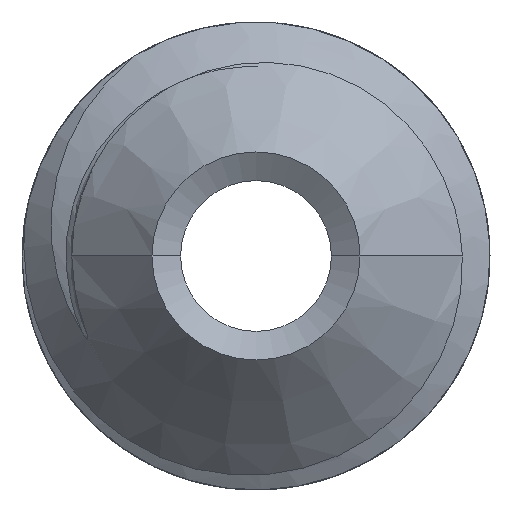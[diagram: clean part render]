
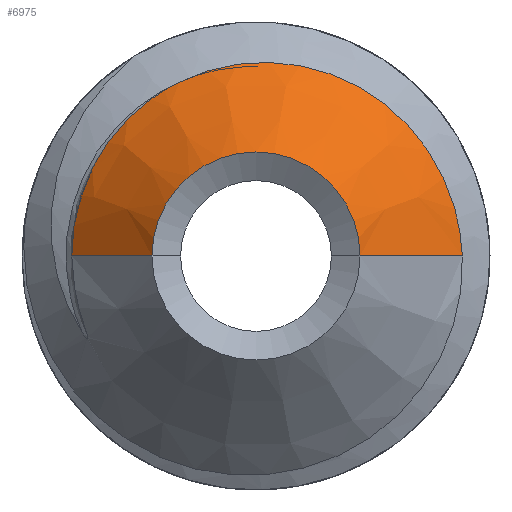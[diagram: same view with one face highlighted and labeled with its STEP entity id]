
A CAD part, left-side view. The second image highlights one B-rep face of the part: STEP entity #6975.
In plain terms, the highlighted conical face has half-angle 45 degrees and reference radius 0.758 mm.
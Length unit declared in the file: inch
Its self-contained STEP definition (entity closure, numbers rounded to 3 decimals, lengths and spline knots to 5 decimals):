
#2365=CARTESIAN_POINT('',(0.01654,0.01478,
0.03342));
#2366=CARTESIAN_POINT('',(0.01663,0.01297,
0.03431));
#2367=CARTESIAN_POINT('',(0.0168,0.00918,
0.03582));
#2368=CARTESIAN_POINT('',(0.01707,0.00311,
0.03711));
#2369=CARTESIAN_POINT('',(0.01733,-0.0032,
0.03738));
#2370=CARTESIAN_POINT('',(0.0176,-0.00945,
0.03657));
#2371=CARTESIAN_POINT('',(0.01786,-0.01539,
0.03477));
#2372=CARTESIAN_POINT('',(0.01811,-0.021,
0.03201));
#2373=CARTESIAN_POINT('',(0.01838,-0.02616,
0.02832));
#2374=CARTESIAN_POINT('',(0.01864,-0.03066,
0.0238));
#2375=CARTESIAN_POINT('',(0.01889,-0.03434,
0.01863));
#2376=CARTESIAN_POINT('',(0.01916,-0.03721,
0.01277));
#2377=CARTESIAN_POINT('',(0.01942,-0.03907,
0.00646));
#2378=CARTESIAN_POINT('',(0.01959,-0.03959,
0.00215));
#2379=CARTESIAN_POINT('',(0.01968,-0.03968,0.));
#2791=CARTESIAN_POINT('',(0.01542,0.03542,0.));
#2792=CARTESIAN_POINT('',(0.01544,0.03544,
0.00199));
#2793=CARTESIAN_POINT('',(0.01548,0.03515,
0.00596));
#2794=CARTESIAN_POINT('',(0.01559,0.03377,
0.01174));
#2795=CARTESIAN_POINT('',(0.01573,0.03153,
0.01712));
#2796=CARTESIAN_POINT('',(0.01589,0.0285,
0.02207));
#2797=CARTESIAN_POINT('',(0.01608,0.02464,
0.02658));
#2798=CARTESIAN_POINT('',(0.01629,0.02002,
0.03047));
#2799=CARTESIAN_POINT('',(0.01646,0.01658,
0.03253));
#2800=CARTESIAN_POINT('',(0.01654,0.01478,
0.03342));
#2959=DIRECTION('',(0.707,0.707,0.));
#2960=VECTOR('',#2959,0.02181);
#2961=CARTESIAN_POINT('',(0.,0.02,0.));
#2962=LINE('',#2961,#2960);
#2963=DIRECTION('',(0.707,-0.707,0.));
#2964=VECTOR('',#2963,0.02783);
#2965=CARTESIAN_POINT('',(0.,-0.02,0.));
#2966=LINE('',#2965,#2964);
#2967=CARTESIAN_POINT('',(0.,0.,0.));
#2968=DIRECTION('',(1.,0.,0.));
#2969=DIRECTION('',(0.,1.,0.));
#2970=AXIS2_PLACEMENT_3D('',#2967,#2968,#2969);
#3168=CARTESIAN_POINT('',(0.,0.02,0.));
#3169=CARTESIAN_POINT('',(0.01542,0.03542,0.));
#3170=VERTEX_POINT('',#3168);
#3171=VERTEX_POINT('',#3169);
#3172=CARTESIAN_POINT('',(0.,-0.02,0.));
#3173=CARTESIAN_POINT('',(0.01968,-0.03968,0.));
#3174=VERTEX_POINT('',#3172);
#3175=VERTEX_POINT('',#3173);
#3230=VERTEX_POINT('',#2800);
#6962=CARTESIAN_POINT('',(0.00984,0.,0.));
#6963=DIRECTION('',(1.,0.,0.));
#6964=DIRECTION('',(0.,-1.,0.));
#6965=AXIS2_PLACEMENT_3D('',#6962,#6963,#6964);
#6966=CONICAL_SURFACE('',#6965,0.02984,45.);
#6967=ORIENTED_EDGE('',*,*,#5678,.T.);
#6968=ORIENTED_EDGE('',*,*,#6953,.T.);
#6969=ORIENTED_EDGE('',*,*,#5657,.T.);
#6970=ORIENTED_EDGE('',*,*,#5682,.F.);
#6972=ORIENTED_EDGE('',*,*,#6971,.F.);
#6973=EDGE_LOOP('',(#6967,#6968,#6969,#6970,#6972));
#6974=FACE_OUTER_BOUND('',#6973,.F.);
#2380=B_SPLINE_CURVE_WITH_KNOTS('',3,(#2365,#2366,#2367,#2368,#2369,#2370,#2371,
#2372,#2373,#2374,#2375,#2376,#2377,#2378,#2379),.UNSPECIFIED.,.F.,.F.,(4,1,1,1,
1,1,1,1,1,1,1,1,4),(0.,0.08333,0.16667,0.25,
0.33333,0.41667,0.5,0.58333,0.66667,
0.75,0.83333,0.91667,1.),.UNSPECIFIED.);
#2801=B_SPLINE_CURVE_WITH_KNOTS('',3,(#2791,#2792,#2793,#2794,#2795,#2796,#2797,
#2798,#2799,#2800),.UNSPECIFIED.,.F.,.F.,(4,1,1,1,1,1,1,4),(0.,
0.14286,0.28571,0.42857,0.57143,
0.71429,0.85714,1.),.UNSPECIFIED.);
#2971=CIRCLE('',#2970,0.02);
#5657=EDGE_CURVE('',#3230,#3175,#2380,.T.);
#5678=EDGE_CURVE('',#3170,#3171,#2962,.T.);
#5682=EDGE_CURVE('',#3174,#3175,#2966,.T.);
#6953=EDGE_CURVE('',#3171,#3230,#2801,.T.);
#6971=EDGE_CURVE('',#3170,#3174,#2971,.T.);
#6975=ADVANCED_FACE('',(#6974),#6966,.T.);
